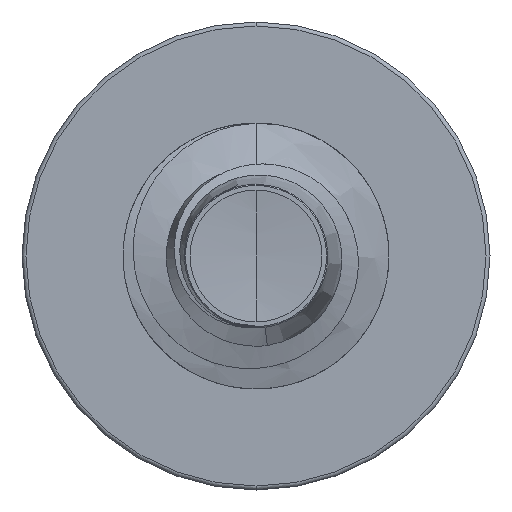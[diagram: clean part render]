
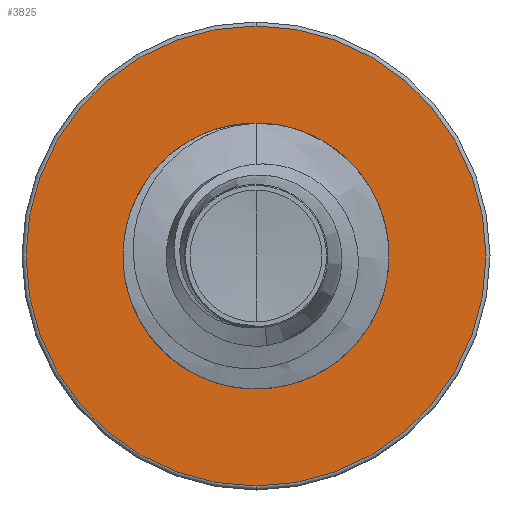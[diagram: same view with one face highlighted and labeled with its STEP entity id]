
A CAD part, front view. The second image highlights one B-rep face of the part: STEP entity #3825.
In plain terms, the highlighted planar face has unit normal (0, -1, 0).
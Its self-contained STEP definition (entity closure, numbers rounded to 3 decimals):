
#574 = EDGE_CURVE ( 'NONE', #15646, #5496, #7269, .T. ) ;
#1574 = DIRECTION ( 'NONE',  ( 0., 0., 1. ) ) ;
#1643 = DIRECTION ( 'NONE',  ( 0., 1., 0. ) ) ;
#1667 = CARTESIAN_POINT ( 'NONE',  ( 0., 17.5, 0. ) ) ;
#1861 = CARTESIAN_POINT ( 'NONE',  ( 0., 17.5, -4.325 ) ) ;
#1974 = AXIS2_PLACEMENT_3D ( 'NONE', #17139, #17137, #18897 ) ;
#2334 = FACE_OUTER_BOUND ( 'NONE', #6023, .T. ) ;
#2451 = ORIENTED_EDGE ( 'NONE', *, *, #17073, .F. ) ;
#3200 = ORIENTED_EDGE ( 'NONE', *, *, #16283, .T. ) ;
#3825 = ADVANCED_FACE ( 'NONE', ( #2334, #15938 ), #10241, .F. ) ;
#5060 = AXIS2_PLACEMENT_3D ( 'NONE', #1667, #1643, #1574 ) ;
#5496 = VERTEX_POINT ( 'NONE', #15330 ) ;
#5637 = AXIS2_PLACEMENT_3D ( 'NONE', #11326, #10978, #10808 ) ;
#6023 = EDGE_LOOP ( 'NONE', ( #2451, #12659 ) ) ;
#6488 = CIRCLE ( 'NONE', #5637, 4.325 ) ;
#7269 = CIRCLE ( 'NONE', #1974, 4.325 ) ;
#8632 = AXIS2_PLACEMENT_3D ( 'NONE', #12601, #12578, #12562 ) ;
#10218 = DIRECTION ( 'NONE',  ( 0., 0., 1. ) ) ;
#10225 = DIRECTION ( 'NONE',  ( 0., 1., 0. ) ) ;
#10241 = PLANE ( 'NONE',  #15066 ) ;
#10808 = DIRECTION ( 'NONE',  ( 0., 0., 1. ) ) ;
#10978 = DIRECTION ( 'NONE',  ( 0., 1., 0. ) ) ;
#10998 = CARTESIAN_POINT ( 'NONE',  ( 0., 17.5, -2.415 ) ) ;
#11121 = CARTESIAN_POINT ( 'NONE',  ( 0., 17.5, -2.415 ) ) ;
#11326 = CARTESIAN_POINT ( 'NONE',  ( 0., 17.5, 0. ) ) ;
#12562 = DIRECTION ( 'NONE',  ( 0., 0., 1. ) ) ;
#12578 = DIRECTION ( 'NONE',  ( 0., 1., 0. ) ) ;
#12601 = CARTESIAN_POINT ( 'NONE',  ( 0., 17.5, 0. ) ) ;
#12659 = ORIENTED_EDGE ( 'NONE', *, *, #574, .F. ) ;
#13789 = EDGE_LOOP ( 'NONE', ( #15990, #3200 ) ) ;
#15066 = AXIS2_PLACEMENT_3D ( 'NONE', #11121, #10225, #10218 ) ;
#15330 = CARTESIAN_POINT ( 'NONE',  ( 0., 17.5, 4.325 ) ) ;
#15610 = EDGE_CURVE ( 'NONE', #16637, #17607, #18997, .T. ) ;
#15646 = VERTEX_POINT ( 'NONE', #1861 ) ;
#15938 = FACE_BOUND ( 'NONE', #13789, .T. ) ;
#15990 = ORIENTED_EDGE ( 'NONE', *, *, #15610, .T. ) ;
#16283 = EDGE_CURVE ( 'NONE', #17607, #16637, #18463, .T. ) ;
#16637 = VERTEX_POINT ( 'NONE', #17682 ) ;
#17073 = EDGE_CURVE ( 'NONE', #5496, #15646, #6488, .T. ) ;
#17137 = DIRECTION ( 'NONE',  ( 0., 1., 0. ) ) ;
#17139 = CARTESIAN_POINT ( 'NONE',  ( 0., 17.5, 0. ) ) ;
#17607 = VERTEX_POINT ( 'NONE', #10998 ) ;
#17682 = CARTESIAN_POINT ( 'NONE',  ( 0., 17.5, 2.415 ) ) ;
#18463 = CIRCLE ( 'NONE', #5060, 2.415 ) ;
#18897 = DIRECTION ( 'NONE',  ( 0., 0., 1. ) ) ;
#18997 = CIRCLE ( 'NONE', #8632, 2.415 ) ;
